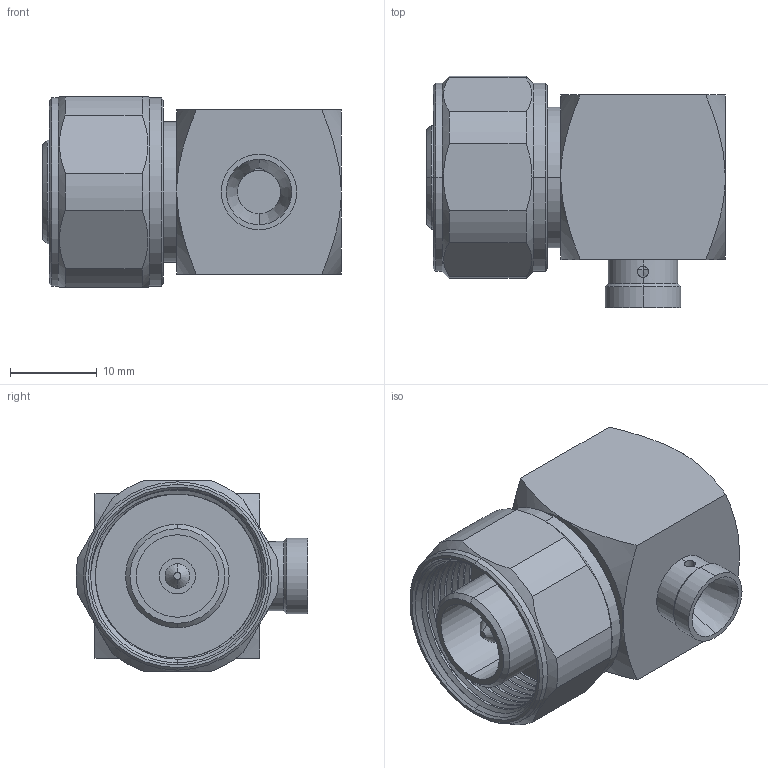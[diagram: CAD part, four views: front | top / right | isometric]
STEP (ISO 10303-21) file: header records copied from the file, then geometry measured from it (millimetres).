
FILE_DESCRIPTION (( 'STEP AP214' ), '1' );
FILE_NAME ('TC-SPP250-4195M-RA-LP.step', '2021-05-04T14:30:42', ( '' ), ( '' ), 'SwSTEP 2.0', 'SolidWorks 2020', '' );
FILE_SCHEMA (( 'AUTOMOTIVE_DESIGN' ));
Length unit declared in the file: inch
Products named in the file (1): TC-SPP250-4195M-RA-LP
Bounding box: 34.46 x 26.68 x 22 mm (x, y, z)
Volume: 10273.7 mm3; surface area: 5227.3 mm2
Topology: 1 solids, 1 shells, 100 faces, 245 edges, 154 vertices
Faces by surface type: cylinder 47, cone 26, plane 21, bspline 6
Entity records: 5593 total; most frequent: CARTESIAN_POINT 3379, ORIENTED_EDGE 490, DIRECTION 415, EDGE_CURVE 245, AXIS2_PLACEMENT_3D 170, VERTEX_POINT 154, EDGE_LOOP 109, FACE_OUTER_BOUND 100
